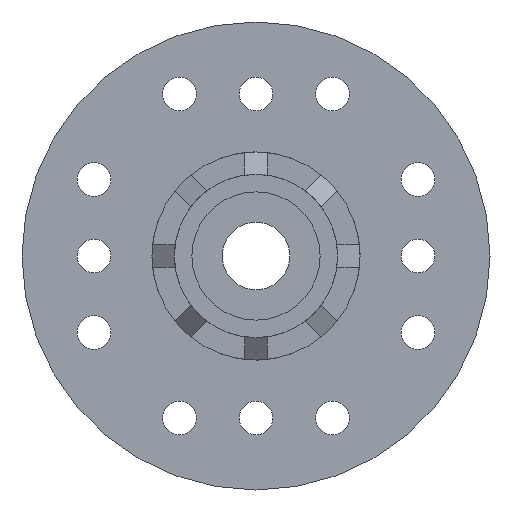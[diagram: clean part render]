
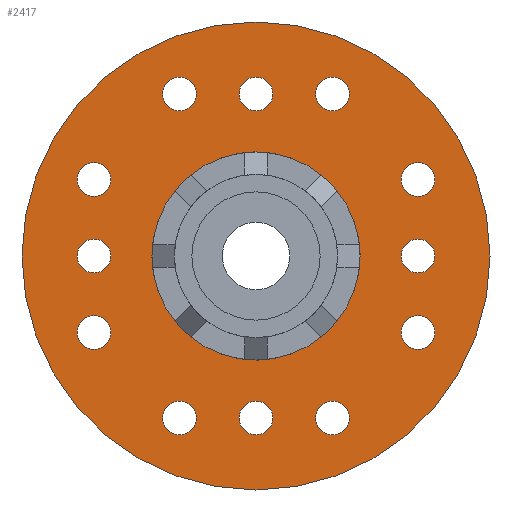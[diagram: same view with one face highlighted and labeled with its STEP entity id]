
A CAD part, front view. The second image highlights one B-rep face of the part: STEP entity #2417.
In plain terms, the highlighted planar face has unit normal (0, -1, 0).
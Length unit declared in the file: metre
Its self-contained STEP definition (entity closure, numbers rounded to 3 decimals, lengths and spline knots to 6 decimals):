
#514=PLANE('',#2563);
#604=ORIENTED_EDGE('',*,*,#1313,.T.);
#605=ORIENTED_EDGE('',*,*,#1314,.F.);
#606=ORIENTED_EDGE('',*,*,#1315,.F.);
#607=ORIENTED_EDGE('',*,*,#1316,.F.);
#608=ORIENTED_EDGE('',*,*,#1317,.F.);
#609=ORIENTED_EDGE('',*,*,#1318,.F.);
#610=ORIENTED_EDGE('',*,*,#1319,.F.);
#611=ORIENTED_EDGE('',*,*,#1320,.F.);
#612=ORIENTED_EDGE('',*,*,#1321,.F.);
#613=ORIENTED_EDGE('',*,*,#1322,.F.);
#614=ORIENTED_EDGE('',*,*,#1323,.F.);
#615=ORIENTED_EDGE('',*,*,#1324,.F.);
#616=ORIENTED_EDGE('',*,*,#1325,.F.);
#617=ORIENTED_EDGE('',*,*,#1326,.F.);
#1313=EDGE_CURVE('',#1668,#1668,#1916,.T.);
#1314=EDGE_CURVE('',#1669,#1669,#1917,.T.);
#1315=EDGE_CURVE('',#1670,#1670,#1918,.T.);
#1316=EDGE_CURVE('',#1671,#1671,#1919,.T.);
#1317=EDGE_CURVE('',#1672,#1672,#1920,.T.);
#1318=EDGE_CURVE('',#1673,#1673,#1921,.T.);
#1319=EDGE_CURVE('',#1674,#1674,#1922,.T.);
#1320=EDGE_CURVE('',#1675,#1675,#1923,.T.);
#1321=EDGE_CURVE('',#1676,#1676,#1924,.T.);
#1322=EDGE_CURVE('',#1677,#1677,#1925,.T.);
#1323=EDGE_CURVE('',#1678,#1678,#1926,.T.);
#1324=EDGE_CURVE('',#1679,#1679,#1927,.T.);
#1325=EDGE_CURVE('',#1680,#1680,#1928,.T.);
#1326=EDGE_CURVE('',#1681,#1681,#1929,.T.);
#1668=VERTEX_POINT('',#3547);
#1669=VERTEX_POINT('',#3550);
#1670=VERTEX_POINT('',#3552);
#1671=VERTEX_POINT('',#3554);
#1672=VERTEX_POINT('',#3556);
#1673=VERTEX_POINT('',#3558);
#1674=VERTEX_POINT('',#3560);
#1675=VERTEX_POINT('',#3562);
#1676=VERTEX_POINT('',#3564);
#1677=VERTEX_POINT('',#3566);
#1678=VERTEX_POINT('',#3568);
#1679=VERTEX_POINT('',#3570);
#1680=VERTEX_POINT('',#3572);
#1681=VERTEX_POINT('',#3574);
#1916=CIRCLE('',#2562,0.0104);
#1917=CIRCLE('',#2564,0.004625);
#1918=CIRCLE('',#2565,0.00075);
#1919=CIRCLE('',#2566,0.00075);
#1920=CIRCLE('',#2567,0.00075);
#1921=CIRCLE('',#2568,0.00075);
#1922=CIRCLE('',#2569,0.00075);
#1923=CIRCLE('',#2570,0.00075);
#1924=CIRCLE('',#2571,0.00075);
#1925=CIRCLE('',#2572,0.00075);
#1926=CIRCLE('',#2573,0.00075);
#1927=CIRCLE('',#2574,0.00075);
#1928=CIRCLE('',#2575,0.00075);
#1929=CIRCLE('',#2576,0.00075);
#2017=EDGE_LOOP('',(#604));
#2018=EDGE_LOOP('',(#605));
#2019=EDGE_LOOP('',(#606));
#2020=EDGE_LOOP('',(#607));
#2021=EDGE_LOOP('',(#608));
#2022=EDGE_LOOP('',(#609));
#2023=EDGE_LOOP('',(#610));
#2024=EDGE_LOOP('',(#611));
#2025=EDGE_LOOP('',(#612));
#2026=EDGE_LOOP('',(#613));
#2027=EDGE_LOOP('',(#614));
#2028=EDGE_LOOP('',(#615));
#2029=EDGE_LOOP('',(#616));
#2030=EDGE_LOOP('',(#617));
#2196=FACE_BOUND('',#2017,.T.);
#2197=FACE_BOUND('',#2018,.T.);
#2198=FACE_BOUND('',#2019,.T.);
#2199=FACE_BOUND('',#2020,.T.);
#2200=FACE_BOUND('',#2021,.T.);
#2201=FACE_BOUND('',#2022,.T.);
#2202=FACE_BOUND('',#2023,.T.);
#2203=FACE_BOUND('',#2024,.T.);
#2204=FACE_BOUND('',#2025,.T.);
#2205=FACE_BOUND('',#2026,.T.);
#2206=FACE_BOUND('',#2027,.T.);
#2207=FACE_BOUND('',#2028,.T.);
#2208=FACE_BOUND('',#2029,.T.);
#2209=FACE_BOUND('',#2030,.T.);
#2417=ADVANCED_FACE('',(#2196,#2197,#2198,#2199,#2200,#2201,#2202,#2203,
#2204,#2205,#2206,#2207,#2208,#2209),#514,.T.);
#2562=AXIS2_PLACEMENT_3D('',#3546,#2813,#2814);
#2563=AXIS2_PLACEMENT_3D('',#3548,#2815,#2816);
#2564=AXIS2_PLACEMENT_3D('',#3549,#2817,#2818);
#2565=AXIS2_PLACEMENT_3D('',#3551,#2819,#2820);
#2566=AXIS2_PLACEMENT_3D('',#3553,#2821,#2822);
#2567=AXIS2_PLACEMENT_3D('',#3555,#2823,#2824);
#2568=AXIS2_PLACEMENT_3D('',#3557,#2825,#2826);
#2569=AXIS2_PLACEMENT_3D('',#3559,#2827,#2828);
#2570=AXIS2_PLACEMENT_3D('',#3561,#2829,#2830);
#2571=AXIS2_PLACEMENT_3D('',#3563,#2831,#2832);
#2572=AXIS2_PLACEMENT_3D('',#3565,#2833,#2834);
#2573=AXIS2_PLACEMENT_3D('',#3567,#2835,#2836);
#2574=AXIS2_PLACEMENT_3D('',#3569,#2837,#2838);
#2575=AXIS2_PLACEMENT_3D('',#3571,#2839,#2840);
#2576=AXIS2_PLACEMENT_3D('',#3573,#2841,#2842);
#2813=DIRECTION('',(0.,-1.,0.));
#2814=DIRECTION('',(1.,0.,0.));
#2815=DIRECTION('',(0.,-1.,0.));
#2816=DIRECTION('',(1.,0.,0.));
#2817=DIRECTION('',(0.,-1.,0.));
#2818=DIRECTION('',(-1.,0.,0.));
#2819=DIRECTION('',(0.,-1.,0.));
#2820=DIRECTION('',(1.,0.,0.));
#2821=DIRECTION('',(0.,-1.,0.));
#2822=DIRECTION('',(1.,0.,0.));
#2823=DIRECTION('',(0.,-1.,0.));
#2824=DIRECTION('',(1.,0.,0.));
#2825=DIRECTION('',(0.,-1.,0.));
#2826=DIRECTION('',(1.,0.,0.));
#2827=DIRECTION('',(0.,-1.,0.));
#2828=DIRECTION('',(1.,0.,0.));
#2829=DIRECTION('',(0.,-1.,0.));
#2830=DIRECTION('',(1.,0.,0.));
#2831=DIRECTION('',(0.,-1.,0.));
#2832=DIRECTION('',(1.,0.,0.));
#2833=DIRECTION('',(0.,-1.,0.));
#2834=DIRECTION('',(1.,0.,0.));
#2835=DIRECTION('',(0.,-1.,0.));
#2836=DIRECTION('',(1.,0.,0.));
#2837=DIRECTION('',(0.,-1.,0.));
#2838=DIRECTION('',(1.,0.,0.));
#2839=DIRECTION('',(0.,-1.,0.));
#2840=DIRECTION('',(1.,0.,0.));
#2841=DIRECTION('',(0.,-1.,0.));
#2842=DIRECTION('',(1.,0.,0.));
#3546=CARTESIAN_POINT('',(0.,-0.0025,0.));
#3547=CARTESIAN_POINT('',(0.0104,-0.0025,0.));
#3548=CARTESIAN_POINT('',(0.,-0.0025,0.));
#3549=CARTESIAN_POINT('',(0.,-0.0025,0.));
#3550=CARTESIAN_POINT('',(-0.004625,-0.0025,0.));
#3551=CARTESIAN_POINT('',(0.0034,-0.0025,0.0072));
#3552=CARTESIAN_POINT('',(0.00415,-0.0025,0.0072));
#3553=CARTESIAN_POINT('',(-0.0034,-0.0025,0.0072));
#3554=CARTESIAN_POINT('',(-0.00265,-0.0025,0.0072));
#3555=CARTESIAN_POINT('',(-0.0034,-0.0025,-0.0072));
#3556=CARTESIAN_POINT('',(-0.00265,-0.0025,-0.0072));
#3557=CARTESIAN_POINT('',(0.0034,-0.0025,-0.0072));
#3558=CARTESIAN_POINT('',(0.00415,-0.0025,-0.0072));
#3559=CARTESIAN_POINT('',(-0.0072,-0.0025,-0.0034));
#3560=CARTESIAN_POINT('',(-0.00645,-0.0025,-0.0034));
#3561=CARTESIAN_POINT('',(-0.0072,-0.0025,0.0034));
#3562=CARTESIAN_POINT('',(-0.00645,-0.0025,0.0034));
#3563=CARTESIAN_POINT('',(0.0072,-0.0025,-0.0034));
#3564=CARTESIAN_POINT('',(0.00795,-0.0025,-0.0034));
#3565=CARTESIAN_POINT('',(0.0072,-0.0025,0.0034));
#3566=CARTESIAN_POINT('',(0.00795,-0.0025,0.0034));
#3567=CARTESIAN_POINT('',(0.,-0.0025,0.0072));
#3568=CARTESIAN_POINT('',(0.00075,-0.0025,0.0072));
#3569=CARTESIAN_POINT('',(-0.0072,-0.0025,0.));
#3570=CARTESIAN_POINT('',(-0.00645,-0.0025,0.));
#3571=CARTESIAN_POINT('',(0.,-0.0025,-0.0072));
#3572=CARTESIAN_POINT('',(0.00075,-0.0025,-0.0072));
#3573=CARTESIAN_POINT('',(0.0072,-0.0025,0.));
#3574=CARTESIAN_POINT('',(0.00795,-0.0025,0.));
